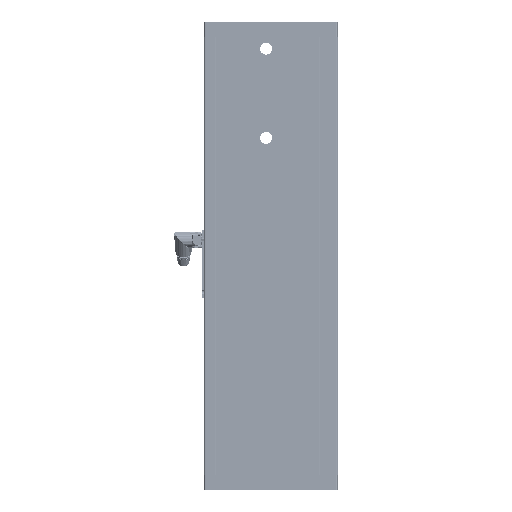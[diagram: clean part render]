
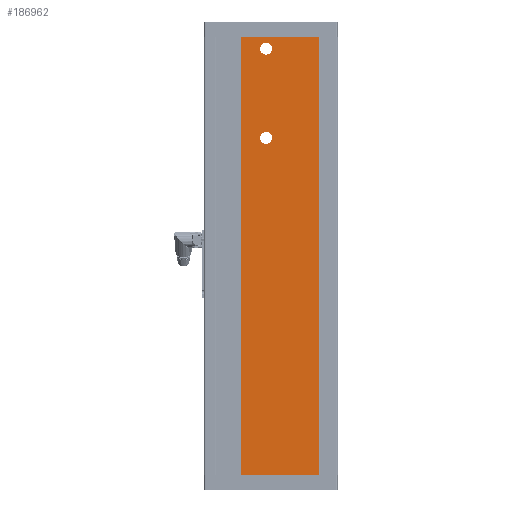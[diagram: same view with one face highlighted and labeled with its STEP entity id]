
A CAD part, left-side view. The second image highlights one B-rep face of the part: STEP entity #186962.
In plain terms, the highlighted planar face has unit normal (-1, 0, 0).
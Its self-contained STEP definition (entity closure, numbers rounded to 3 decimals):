
#545 = EDGE_CURVE ( 'NONE', #7595, #118328, #179030, .T. ) ;
#1605 = DIRECTION ( 'NONE',  ( -1., 0., 0. ) ) ;
#2366 = AXIS2_PLACEMENT_3D ( 'NONE', #97711, #157251, #101442 ) ;
#2967 = CARTESIAN_POINT ( 'NONE',  ( 0., -65.4, 590. ) ) ;
#4688 = CARTESIAN_POINT ( 'NONE',  ( 0., 6.5, 462. ) ) ;
#6132 = CARTESIAN_POINT ( 'NONE',  ( 0., 6.5, 454. ) ) ;
#7595 = VERTEX_POINT ( 'NONE', #4688 ) ;
#7694 = LINE ( 'NONE', #34626, #109674 ) ;
#11382 = FACE_BOUND ( 'NONE', #159248, .T. ) ;
#13163 = ORIENTED_EDGE ( 'NONE', *, *, #21515, .F. ) ;
#21515 = EDGE_CURVE ( 'NONE', #118328, #7595, #170243, .T. ) ;
#22355 = DIRECTION ( 'NONE',  ( 0., 0., 1. ) ) ;
#23125 = AXIS2_PLACEMENT_3D ( 'NONE', #53070, #140359, #22355 ) ;
#25089 = CARTESIAN_POINT ( 'NONE',  ( 0., 40.9, 0. ) ) ;
#27724 = ORIENTED_EDGE ( 'NONE', *, *, #91940, .F. ) ;
#34626 = CARTESIAN_POINT ( 'NONE',  ( 0., 40.9, 0. ) ) ;
#35462 = EDGE_LOOP ( 'NONE', ( #94490, #95057, #42882, #147681 ) ) ;
#38163 = CARTESIAN_POINT ( 'NONE',  ( 0., 40.9, 590. ) ) ;
#39198 = PLANE ( 'NONE',  #2366 ) ;
#42882 = ORIENTED_EDGE ( 'NONE', *, *, #49248, .T. ) ;
#49248 = EDGE_CURVE ( 'NONE', #71611, #164480, #170658, .T. ) ;
#51162 = VECTOR ( 'NONE', #152308, 1000. ) ;
#53070 = CARTESIAN_POINT ( 'NONE',  ( 0., 6.5, 454. ) ) ;
#54753 = EDGE_LOOP ( 'NONE', ( #105024, #13163 ) ) ;
#58174 = CARTESIAN_POINT ( 'NONE',  ( 0., 6.5, 574. ) ) ;
#60185 = DIRECTION ( 'NONE',  ( 0., 0., 1. ) ) ;
#61993 = DIRECTION ( 'NONE',  ( -1., 0., 0. ) ) ;
#71611 = VERTEX_POINT ( 'NONE', #25089 ) ;
#71787 = AXIS2_PLACEMENT_3D ( 'NONE', #6132, #165440, #152952 ) ;
#71843 = FACE_BOUND ( 'NONE', #54753, .T. ) ;
#72065 = EDGE_CURVE ( 'NONE', #164480, #126888, #92144, .T. ) ;
#80258 = CARTESIAN_POINT ( 'NONE',  ( 0., -90., 590. ) ) ;
#88868 = ORIENTED_EDGE ( 'NONE', *, *, #155740, .F. ) ;
#91940 = EDGE_CURVE ( 'NONE', #142984, #133291, #128142, .T. ) ;
#92144 = LINE ( 'NONE', #2967, #102442 ) ;
#94490 = ORIENTED_EDGE ( 'NONE', *, *, #186250, .F. ) ;
#95057 = ORIENTED_EDGE ( 'NONE', *, *, #157099, .F. ) ;
#96806 = CARTESIAN_POINT ( 'NONE',  ( 0., 6.5, 446. ) ) ;
#97711 = CARTESIAN_POINT ( 'NONE',  ( 0., -90., 590. ) ) ;
#100454 = AXIS2_PLACEMENT_3D ( 'NONE', #58174, #61993, #134840 ) ;
#101442 = DIRECTION ( 'NONE',  ( 0., 0., -1. ) ) ;
#102442 = VECTOR ( 'NONE', #121845, 1000. ) ;
#105024 = ORIENTED_EDGE ( 'NONE', *, *, #545, .F. ) ;
#109674 = VECTOR ( 'NONE', #167010, 1000. ) ;
#110224 = VECTOR ( 'NONE', #127386, 1000. ) ;
#117542 = CARTESIAN_POINT ( 'NONE',  ( 0., -65.4, 0. ) ) ;
#118328 = VERTEX_POINT ( 'NONE', #96806 ) ;
#119527 = CIRCLE ( 'NONE', #184008, 8. ) ;
#121845 = DIRECTION ( 'NONE',  ( 0., 0., 1. ) ) ;
#126888 = VERTEX_POINT ( 'NONE', #144001 ) ;
#127386 = DIRECTION ( 'NONE',  ( 0., -1., 0. ) ) ;
#127659 = CARTESIAN_POINT ( 'NONE',  ( 0., 6.5, 566. ) ) ;
#128142 = CIRCLE ( 'NONE', #100454, 8. ) ;
#128386 = FACE_OUTER_BOUND ( 'NONE', #35462, .T. ) ;
#133291 = VERTEX_POINT ( 'NONE', #150204 ) ;
#134840 = DIRECTION ( 'NONE',  ( 0., 0., 1. ) ) ;
#140359 = DIRECTION ( 'NONE',  ( -1., 0., 0. ) ) ;
#142984 = VERTEX_POINT ( 'NONE', #127659 ) ;
#144001 = CARTESIAN_POINT ( 'NONE',  ( 0., -65.4, 590. ) ) ;
#147681 = ORIENTED_EDGE ( 'NONE', *, *, #72065, .T. ) ;
#150204 = CARTESIAN_POINT ( 'NONE',  ( 0., 6.5, 582. ) ) ;
#152308 = DIRECTION ( 'NONE',  ( 0., -1., 0. ) ) ;
#152952 = DIRECTION ( 'NONE',  ( 0., 0., 1. ) ) ;
#153209 = LINE ( 'NONE', #80258, #51162 ) ;
#155740 = EDGE_CURVE ( 'NONE', #133291, #142984, #119527, .T. ) ;
#157099 = EDGE_CURVE ( 'NONE', #71611, #179880, #7694, .T. ) ;
#157251 = DIRECTION ( 'NONE',  ( 1., 0., 0. ) ) ;
#159248 = EDGE_LOOP ( 'NONE', ( #88868, #27724 ) ) ;
#164480 = VERTEX_POINT ( 'NONE', #117542 ) ;
#165440 = DIRECTION ( 'NONE',  ( -1., 0., 0. ) ) ;
#167010 = DIRECTION ( 'NONE',  ( 0., 0., 1. ) ) ;
#170243 = CIRCLE ( 'NONE', #23125, 8. ) ;
#170658 = LINE ( 'NONE', #171564, #110224 ) ;
#171564 = CARTESIAN_POINT ( 'NONE',  ( 0., -90., 0. ) ) ;
#179030 = CIRCLE ( 'NONE', #71787, 8. ) ;
#179880 = VERTEX_POINT ( 'NONE', #38163 ) ;
#184008 = AXIS2_PLACEMENT_3D ( 'NONE', #189675, #1605, #60185 ) ;
#186250 = EDGE_CURVE ( 'NONE', #179880, #126888, #153209, .T. ) ;
#186962 = ADVANCED_FACE ( 'NONE', ( #11382, #71843, #128386 ), #39198, .F. ) ;
#189675 = CARTESIAN_POINT ( 'NONE',  ( 0., 6.5, 574. ) ) ;
